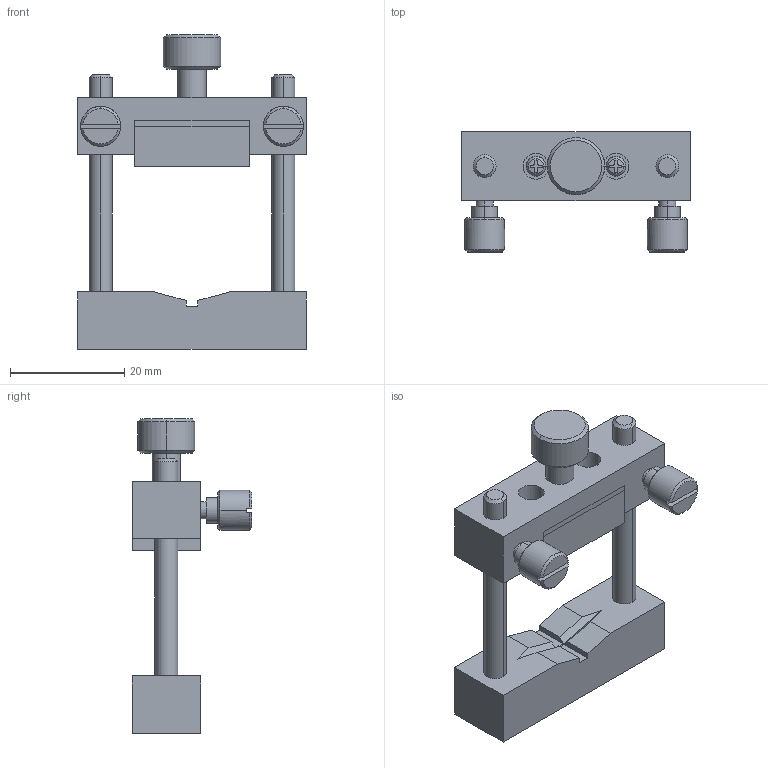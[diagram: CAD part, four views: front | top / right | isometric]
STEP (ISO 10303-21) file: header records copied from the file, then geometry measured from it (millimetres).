
FILE_DESCRIPTION (( 'STEP AP203' ), '1' );
FILE_NAME ('Web Model 55529.STEP', '2018-05-03T12:45:34', ( '' ), ( '' ), 'SwSTEP 2.0', 'SolidWorks 2016', '' );
FILE_SCHEMA (( 'CONFIG_CONTROL_DESIGN' ));
Length unit declared in the file: millimetre
Products named in the file (1): Web Model 55529
Bounding box: 40 x 21 x 55 mm (x, y, z)
Volume: 11210.5 mm3; surface area: 8444.3 mm2
Topology: 8 solids, 10 shells, 296 faces, 706 edges, 451 vertices
Faces by surface type: plane 144, cylinder 92, cone 48, torus 6, sphere 6
Entity records: 8869 total; most frequent: CARTESIAN_POINT 1755, DIRECTION 1538, ORIENTED_EDGE 1392, EDGE_CURVE 696, AXIS2_PLACEMENT_3D 582, VERTEX_POINT 451, LINE 374, VECTOR 374
